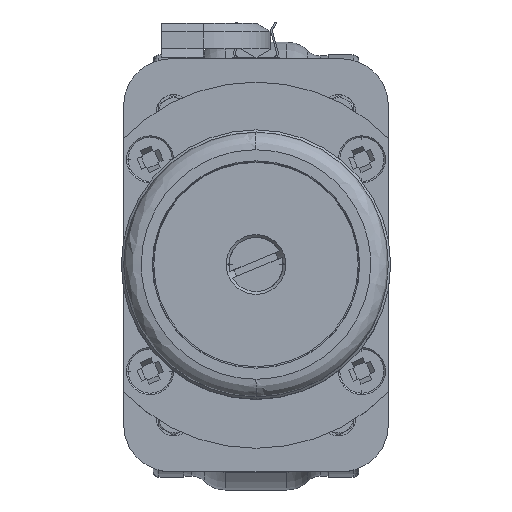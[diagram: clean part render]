
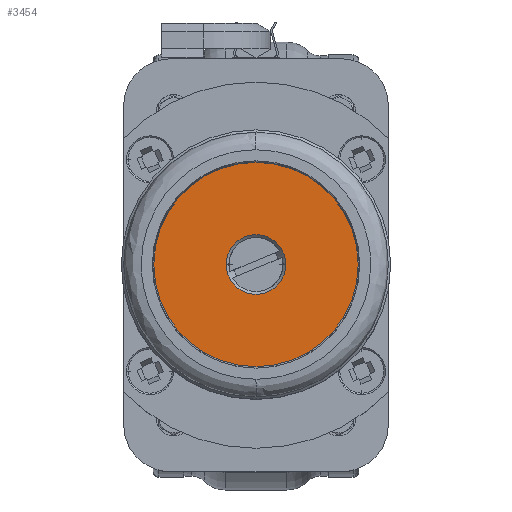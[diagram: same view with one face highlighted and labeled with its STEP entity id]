
A CAD part, top view. The second image highlights one B-rep face of the part: STEP entity #3454.
In plain terms, the highlighted planar face has unit normal (0, 0, 1).
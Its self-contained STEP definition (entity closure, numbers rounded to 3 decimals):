
#387 = EDGE_CURVE ( 'NONE', #14573, #4437, #16991, .T. ) ;
#445 = DIRECTION ( 'NONE',  ( 0., 0., -1. ) ) ;
#1210 = FACE_OUTER_BOUND ( 'NONE', #23415, .T. ) ;
#1576 = EDGE_LOOP ( 'NONE', ( #11651, #16426 ) ) ;
#1690 = ORIENTED_EDGE ( 'NONE', *, *, #13043, .T. ) ;
#1752 = VERTEX_POINT ( 'NONE', #14798 ) ;
#1769 = CARTESIAN_POINT ( 'NONE',  ( 0., 0., 81. ) ) ;
#3454 = ADVANCED_FACE ( 'NONE', ( #1210, #16735 ), #8964, .T. ) ;
#3708 = DIRECTION ( 'NONE',  ( -1., 0., 0. ) ) ;
#3871 = AXIS2_PLACEMENT_3D ( 'NONE', #12090, #445, #14051 ) ;
#4437 = VERTEX_POINT ( 'NONE', #15432 ) ;
#5006 = CIRCLE ( 'NONE', #3871, 5.075 ) ;
#5470 = DIRECTION ( 'NONE',  ( 0., 0., 1. ) ) ;
#6247 = AXIS2_PLACEMENT_3D ( 'NONE', #17134, #5470, #19080 ) ;
#6618 = CARTESIAN_POINT ( 'NONE',  ( 0., 0., 81. ) ) ;
#6818 = CIRCLE ( 'NONE', #7033, 17.375 ) ;
#7033 = AXIS2_PLACEMENT_3D ( 'NONE', #1769, #15367, #3708 ) ;
#8386 = CARTESIAN_POINT ( 'NONE',  ( 17.375, 0., 81. ) ) ;
#8522 = ORIENTED_EDGE ( 'NONE', *, *, #387, .T. ) ;
#8584 = DIRECTION ( 'NONE',  ( -1., 0., 0. ) ) ;
#8964 = PLANE ( 'NONE',  #6247 ) ;
#9396 = CARTESIAN_POINT ( 'NONE',  ( 0., 0., 81. ) ) ;
#10217 = VERTEX_POINT ( 'NONE', #18744 ) ;
#11343 = DIRECTION ( 'NONE',  ( 1., 0., 0. ) ) ;
#11651 = ORIENTED_EDGE ( 'NONE', *, *, #24329, .T. ) ;
#12090 = CARTESIAN_POINT ( 'NONE',  ( 0., 0., 81. ) ) ;
#13043 = EDGE_CURVE ( 'NONE', #4437, #14573, #6818, .T. ) ;
#14051 = DIRECTION ( 'NONE',  ( 1., 0., 0. ) ) ;
#14573 = VERTEX_POINT ( 'NONE', #8386 ) ;
#14798 = CARTESIAN_POINT ( 'NONE',  ( 5.075, 0., 81. ) ) ;
#15367 = DIRECTION ( 'NONE',  ( 0., 0., 1. ) ) ;
#15432 = CARTESIAN_POINT ( 'NONE',  ( -17.375, 0., 81. ) ) ;
#16426 = ORIENTED_EDGE ( 'NONE', *, *, #20236, .T. ) ;
#16735 = FACE_BOUND ( 'NONE', #1576, .T. ) ;
#16991 = CIRCLE ( 'NONE', #20225, 17.375 ) ;
#17134 = CARTESIAN_POINT ( 'NONE',  ( 6.655, -16.05, 81. ) ) ;
#18744 = CARTESIAN_POINT ( 'NONE',  ( -5.075, 0., 81. ) ) ;
#19080 = DIRECTION ( 'NONE',  ( 1., 0., 0. ) ) ;
#20221 = DIRECTION ( 'NONE',  ( 0., 0., 1. ) ) ;
#20225 = AXIS2_PLACEMENT_3D ( 'NONE', #6618, #20221, #8584 ) ;
#20236 = EDGE_CURVE ( 'NONE', #10217, #1752, #22535, .T. ) ;
#22535 = CIRCLE ( 'NONE', #24551, 5.075 ) ;
#23003 = DIRECTION ( 'NONE',  ( 0., 0., -1. ) ) ;
#23415 = EDGE_LOOP ( 'NONE', ( #1690, #8522 ) ) ;
#24329 = EDGE_CURVE ( 'NONE', #1752, #10217, #5006, .T. ) ;
#24551 = AXIS2_PLACEMENT_3D ( 'NONE', #9396, #23003, #11343 ) ;
